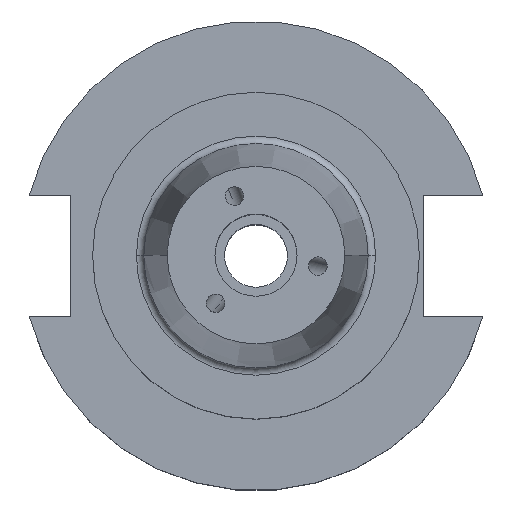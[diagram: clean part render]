
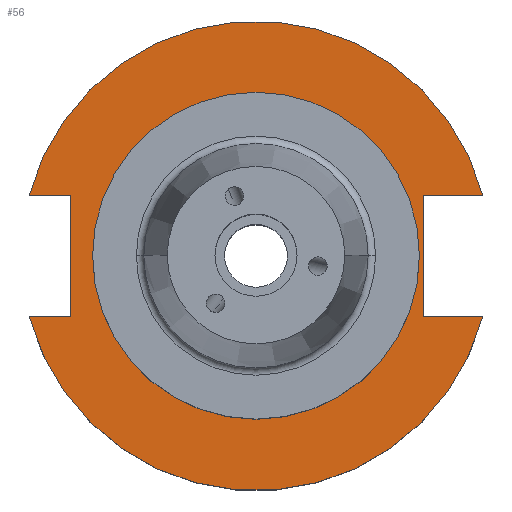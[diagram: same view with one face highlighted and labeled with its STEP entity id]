
A CAD part, top view. The second image highlights one B-rep face of the part: STEP entity #56.
In plain terms, the highlighted planar face has unit normal (0, 0, 1).
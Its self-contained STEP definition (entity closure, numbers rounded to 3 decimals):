
#10 = CARTESIAN_POINT ( 'NONE',  ( -61.091, -8.191, 19.05 ) ) ;
#49 = DIRECTION ( 'NONE',  ( 1., 0., 0. ) ) ;
#56 = ADVANCED_FACE ( 'NONE', ( #2103, #2199 ), #1077, .F. ) ;
#67 = EDGE_CURVE ( 'NONE', #2137, #70, #1638, .T. ) ;
#70 = VERTEX_POINT ( 'NONE', #2329 ) ;
#73 = EDGE_LOOP ( 'NONE', ( #1074, #200, #1360, #1577, #266, #473, #2000, #684 ) ) ;
#101 = CARTESIAN_POINT ( 'NONE',  ( -30.675, 8.191, 19.05 ) ) ;
#115 = DIRECTION ( 'NONE',  ( 0., -1., 0. ) ) ;
#118 = LINE ( 'NONE', #2209, #1181 ) ;
#152 = CARTESIAN_POINT ( 'NONE',  ( -25.091, 8.191, 19.05 ) ) ;
#200 = ORIENTED_EDGE ( 'NONE', *, *, #1801, .F. ) ;
#203 = CARTESIAN_POINT ( 'NONE',  ( 0., 22.1, 19.05 ) ) ;
#208 = CIRCLE ( 'NONE', #718, 22.1 ) ;
#230 = VERTEX_POINT ( 'NONE', #2104 ) ;
#237 = LINE ( 'NONE', #10, #1188 ) ;
#258 = CARTESIAN_POINT ( 'NONE',  ( 0., 0., 19.05 ) ) ;
#264 = CARTESIAN_POINT ( 'NONE',  ( 22.606, 22.1, 19.05 ) ) ;
#266 = ORIENTED_EDGE ( 'NONE', *, *, #67, .T. ) ;
#298 = CIRCLE ( 'NONE', #1155, 31.75 ) ;
#308 = ORIENTED_EDGE ( 'NONE', *, *, #2172, .F. ) ;
#351 = VERTEX_POINT ( 'NONE', #101 ) ;
#369 = EDGE_CURVE ( 'NONE', #1761, #70, #1679, .T. ) ;
#473 = ORIENTED_EDGE ( 'NONE', *, *, #369, .F. ) ;
#536 = ORIENTED_EDGE ( 'NONE', *, *, #1258, .F. ) ;
#543 = LINE ( 'NONE', #1193, #1484 ) ;
#575 = DIRECTION ( 'NONE',  ( 0., 1., 0. ) ) ;
#665 = CIRCLE ( 'NONE', #2038, 22.1 ) ;
#673 = VERTEX_POINT ( 'NONE', #1765 ) ;
#684 = ORIENTED_EDGE ( 'NONE', *, *, #2322, .T. ) ;
#718 = AXIS2_PLACEMENT_3D ( 'NONE', #258, #837, #49 ) ;
#794 = EDGE_CURVE ( 'NONE', #1288, #1328, #1904, .T. ) ;
#837 = DIRECTION ( 'NONE',  ( 0., 0., 1. ) ) ;
#879 = VECTOR ( 'NONE', #115, 1000. ) ;
#881 = CARTESIAN_POINT ( 'NONE',  ( -30.675, -8.191, 19.05 ) ) ;
#1009 = EDGE_CURVE ( 'NONE', #1500, #1534, #1012, .T. ) ;
#1012 = CIRCLE ( 'NONE', #1150, 31.75 ) ;
#1054 = DIRECTION ( 'NONE',  ( -1., 0., 0. ) ) ;
#1074 = ORIENTED_EDGE ( 'NONE', *, *, #794, .T. ) ;
#1077 = PLANE ( 'NONE',  #1595 ) ;
#1084 = DIRECTION ( 'NONE',  ( 0., 0., 1. ) ) ;
#1150 = AXIS2_PLACEMENT_3D ( 'NONE', #1860, #1881, #1682 ) ;
#1155 = AXIS2_PLACEMENT_3D ( 'NONE', #2142, #2318, #1613 ) ;
#1181 = VECTOR ( 'NONE', #1347, 1000. ) ;
#1188 = VECTOR ( 'NONE', #2222, 1000. ) ;
#1193 = CARTESIAN_POINT ( 'NONE',  ( -61.091, 8.191, 19.05 ) ) ;
#1217 = EDGE_LOOP ( 'NONE', ( #536, #308 ) ) ;
#1237 = DIRECTION ( 'NONE',  ( -1., 0., 0. ) ) ;
#1258 = EDGE_CURVE ( 'NONE', #230, #673, #208, .T. ) ;
#1263 = CARTESIAN_POINT ( 'NONE',  ( 22.606, -8.191, 19.05 ) ) ;
#1288 = VERTEX_POINT ( 'NONE', #152 ) ;
#1289 = CARTESIAN_POINT ( 'NONE',  ( -25.091, -8.191, 19.05 ) ) ;
#1328 = VERTEX_POINT ( 'NONE', #1289 ) ;
#1347 = DIRECTION ( 'NONE',  ( 1., 0., 0. ) ) ;
#1360 = ORIENTED_EDGE ( 'NONE', *, *, #1009, .T. ) ;
#1390 = EDGE_CURVE ( 'NONE', #1761, #351, #298, .T. ) ;
#1394 = DIRECTION ( 'NONE',  ( 1., 0., 0. ) ) ;
#1484 = VECTOR ( 'NONE', #1394, 1000. ) ;
#1500 = VERTEX_POINT ( 'NONE', #881 ) ;
#1509 = CARTESIAN_POINT ( 'NONE',  ( 30.675, -8.191, 19.05 ) ) ;
#1523 = EDGE_CURVE ( 'NONE', #2137, #1534, #118, .T. ) ;
#1534 = VERTEX_POINT ( 'NONE', #1509 ) ;
#1546 = DIRECTION ( 'NONE',  ( 0., 0., -1. ) ) ;
#1577 = ORIENTED_EDGE ( 'NONE', *, *, #1523, .F. ) ;
#1580 = VECTOR ( 'NONE', #575, 1000. ) ;
#1595 = AXIS2_PLACEMENT_3D ( 'NONE', #203, #1546, #1054 ) ;
#1613 = DIRECTION ( 'NONE',  ( 1., 0., 0. ) ) ;
#1638 = LINE ( 'NONE', #264, #1580 ) ;
#1679 = LINE ( 'NONE', #1956, #2153 ) ;
#1682 = DIRECTION ( 'NONE',  ( 1., 0., 0. ) ) ;
#1761 = VERTEX_POINT ( 'NONE', #2056 ) ;
#1765 = CARTESIAN_POINT ( 'NONE',  ( -22.1, 0., 19.05 ) ) ;
#1801 = EDGE_CURVE ( 'NONE', #1500, #1328, #237, .T. ) ;
#1859 = CARTESIAN_POINT ( 'NONE',  ( -25.091, 8.191, 19.05 ) ) ;
#1860 = CARTESIAN_POINT ( 'NONE',  ( 0., 0., 19.05 ) ) ;
#1881 = DIRECTION ( 'NONE',  ( 0., 0., 1. ) ) ;
#1904 = LINE ( 'NONE', #1859, #879 ) ;
#1956 = CARTESIAN_POINT ( 'NONE',  ( 0., 8.191, 19.05 ) ) ;
#2000 = ORIENTED_EDGE ( 'NONE', *, *, #1390, .T. ) ;
#2038 = AXIS2_PLACEMENT_3D ( 'NONE', #2166, #1084, #2333 ) ;
#2056 = CARTESIAN_POINT ( 'NONE',  ( 30.675, 8.191, 19.05 ) ) ;
#2103 = FACE_BOUND ( 'NONE', #1217, .T. ) ;
#2104 = CARTESIAN_POINT ( 'NONE',  ( 22.1, 0., 19.05 ) ) ;
#2137 = VERTEX_POINT ( 'NONE', #1263 ) ;
#2142 = CARTESIAN_POINT ( 'NONE',  ( 0., 0., 19.05 ) ) ;
#2153 = VECTOR ( 'NONE', #1237, 1000. ) ;
#2166 = CARTESIAN_POINT ( 'NONE',  ( 0., 0., 19.05 ) ) ;
#2172 = EDGE_CURVE ( 'NONE', #673, #230, #665, .T. ) ;
#2199 = FACE_OUTER_BOUND ( 'NONE', #73, .T. ) ;
#2209 = CARTESIAN_POINT ( 'NONE',  ( 0., -8.191, 19.05 ) ) ;
#2222 = DIRECTION ( 'NONE',  ( 1., 0., 0. ) ) ;
#2318 = DIRECTION ( 'NONE',  ( 0., 0., 1. ) ) ;
#2322 = EDGE_CURVE ( 'NONE', #351, #1288, #543, .T. ) ;
#2329 = CARTESIAN_POINT ( 'NONE',  ( 22.606, 8.191, 19.05 ) ) ;
#2333 = DIRECTION ( 'NONE',  ( 1., 0., 0. ) ) ;
